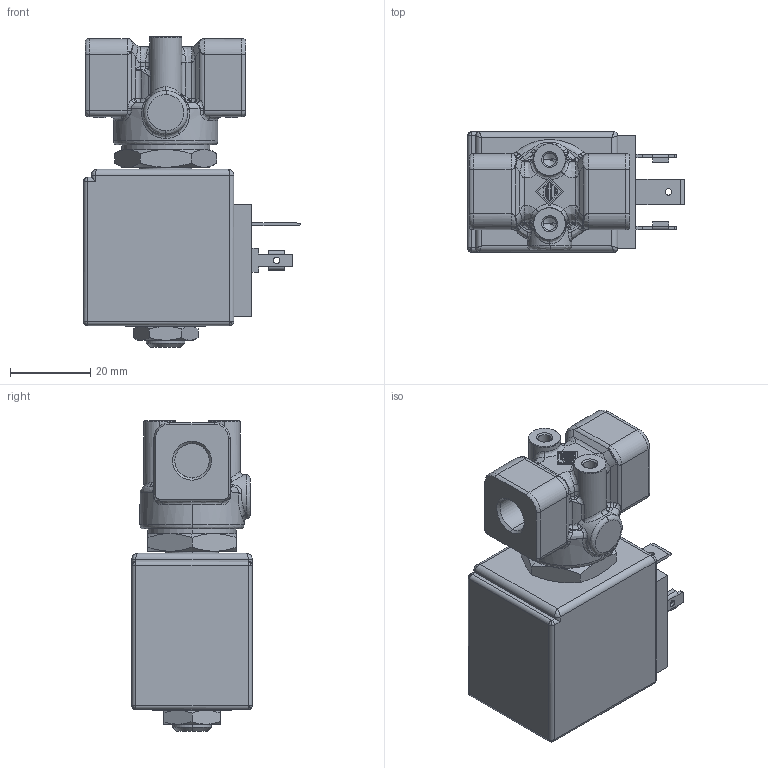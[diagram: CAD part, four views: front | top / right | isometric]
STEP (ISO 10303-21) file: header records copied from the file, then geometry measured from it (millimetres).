
FILE_DESCRIPTION (( 'STEP AP203' ), '1' );
FILE_NAME ('21A31K1V45-WT3-A.step', '2020-04-28T18:24:45', ( '' ), ( '' ), 'SwSTEP 2.0', 'SolidWorks 2019', '' );
FILE_SCHEMA (( 'CONFIG_CONTROL_DESIGN' ));
Length unit declared in the file: inch
Products named in the file (1): 21A31K1V45-WT3-A
Bounding box: 54.15 x 30 x 77.55 mm (x, y, z)
Volume: 58298.6 mm3; surface area: 24266.8 mm2
Topology: 5 solids, 10 shells, 614 faces, 1491 edges, 886 vertices
Faces by surface type: plane 244, bspline 161, cylinder 152, cone 55, torus 2
Entity records: 25827 total; most frequent: CARTESIAN_POINT 13052, ORIENTED_EDGE 2912, DIRECTION 2209, EDGE_CURVE 1456, VERTEX_POINT 886, AXIS2_PLACEMENT_3D 767, LINE 675, VECTOR 675
